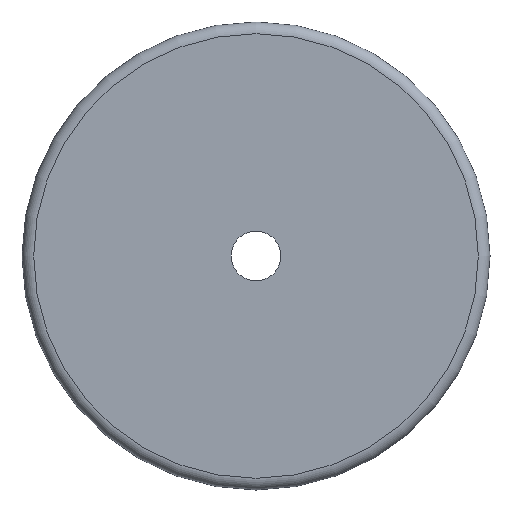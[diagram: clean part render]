
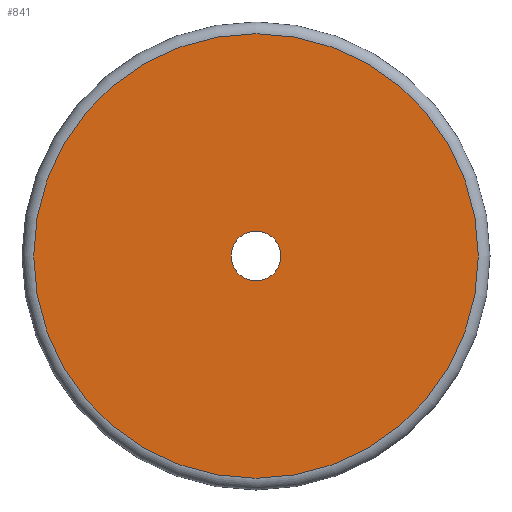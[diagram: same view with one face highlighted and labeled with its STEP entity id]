
A CAD part, front view. The second image highlights one B-rep face of the part: STEP entity #841.
In plain terms, the highlighted planar face has unit normal (0, -1, 0).
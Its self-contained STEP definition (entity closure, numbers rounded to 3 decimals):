
#94=FACE_BOUND('',#310,.T.);
#102=PLANE('',#973);
#261=FACE_OUTER_BOUND('',#309,.T.);
#309=EDGE_LOOP('',(#612,#613));
#310=EDGE_LOOP('',(#614));
#366=CIRCLE('',#968,38.);
#370=CIRCLE('',#972,38.);
#371=CIRCLE('',#974,4.25);
#395=VERTEX_POINT('',#1237);
#396=VERTEX_POINT('',#1238);
#399=VERTEX_POINT('',#1247);
#479=EDGE_CURVE('',#395,#396,#366,.T.);
#483=EDGE_CURVE('',#396,#395,#370,.T.);
#484=EDGE_CURVE('',#399,#399,#371,.T.);
#612=ORIENTED_EDGE('',*,*,#479,.F.);
#613=ORIENTED_EDGE('',*,*,#483,.F.);
#614=ORIENTED_EDGE('',*,*,#484,.T.);
#841=ADVANCED_FACE('',(#261,#94),#102,.F.);
#968=AXIS2_PLACEMENT_3D('',#1239,#1048,#1049);
#972=AXIS2_PLACEMENT_3D('',#1245,#1056,#1057);
#973=AXIS2_PLACEMENT_3D('',#1246,#1058,#1059);
#974=AXIS2_PLACEMENT_3D('',#1248,#1060,#1061);
#1048=DIRECTION('center_axis',(0.,1.,0.));
#1049=DIRECTION('ref_axis',(1.,0.,0.));
#1056=DIRECTION('center_axis',(0.,1.,0.));
#1057=DIRECTION('ref_axis',(1.,0.,0.));
#1058=DIRECTION('center_axis',(0.,1.,0.));
#1059=DIRECTION('ref_axis',(0.,0.,1.));
#1060=DIRECTION('center_axis',(0.,1.,0.));
#1061=DIRECTION('ref_axis',(1.,0.,0.));
#1237=CARTESIAN_POINT('',(-38.,-9.,0.));
#1238=CARTESIAN_POINT('',(0.,-9.,38.));
#1239=CARTESIAN_POINT('Origin',(0.,-9.,0.));
#1245=CARTESIAN_POINT('Origin',(0.,-9.,0.));
#1246=CARTESIAN_POINT('Origin',(0.,-9.,0.));
#1247=CARTESIAN_POINT('',(-4.25,-9.,0.));
#1248=CARTESIAN_POINT('Origin',(0.,-9.,0.));
